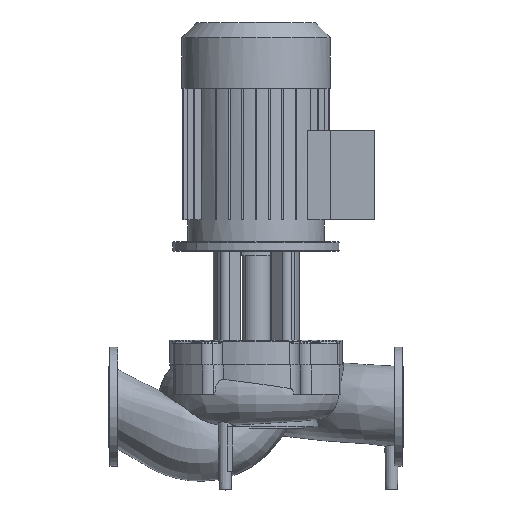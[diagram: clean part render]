
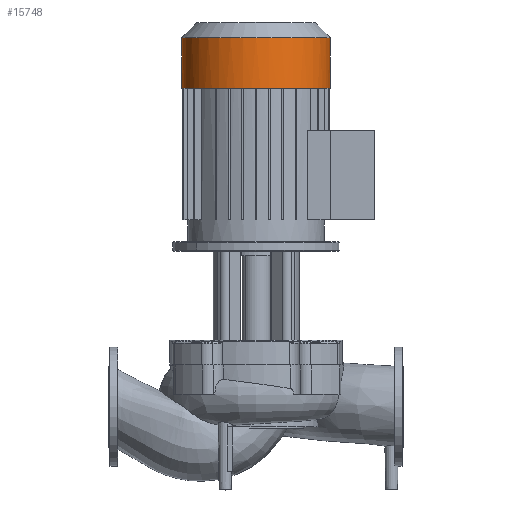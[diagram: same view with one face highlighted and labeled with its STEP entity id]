
A CAD part, top view. The second image highlights one B-rep face of the part: STEP entity #15748.
In plain terms, the highlighted cylindrical face has radius 156 mm (diameter 312 mm), a partial arc.
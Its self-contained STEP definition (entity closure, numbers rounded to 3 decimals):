
#11354=CARTESIAN_POINT('',(466.0,669.0,0.0));
#11355=VERTEX_POINT('',#11354);
#11356=CARTESIAN_POINT('',(466.0,775.8,0.0));
#11357=VERTEX_POINT('',#11356);
#11358=CARTESIAN_POINT('',(466.0,669.0,0.0));
#11359=DIRECTION('',(0.0,1.0,0.0));
#11360=VECTOR('',#11359,106.8);
#11361=LINE('',#11358,#11360);
#11362=EDGE_CURVE('',#11355,#11357,#11361,.T.);
#11364=CARTESIAN_POINT('',(154.0,669.0,0.));
#11365=VERTEX_POINT('',#11364);
#11373=CARTESIAN_POINT('',(154.0,775.8,0.));
#11374=VERTEX_POINT('',#11373);
#11375=CARTESIAN_POINT('',(154.0,669.0,0.));
#11376=DIRECTION('',(0.0,1.0,0.0));
#11377=VECTOR('',#11376,106.8);
#11378=LINE('',#11375,#11377);
#11379=EDGE_CURVE('',#11365,#11374,#11378,.T.);
#14297=CARTESIAN_POINT('',(310.0,669.0,0.0));
#14298=DIRECTION('',(0.0,1.0,0.0));
#14299=DIRECTION('',(1.0,0.0,0.0));
#14300=AXIS2_PLACEMENT_3D('',#14297,#14298,#14299);
#14301=CIRCLE('',#14300,156.0);
#14302=EDGE_CURVE('',#11365,#11355,#14301,.T.);
#15727=CARTESIAN_POINT('',(310.0,775.8,0.0));
#15728=DIRECTION('',(0.0,1.0,0.0));
#15729=DIRECTION('',(1.0,0.0,0.0));
#15730=AXIS2_PLACEMENT_3D('',#15727,#15728,#15729);
#15731=CIRCLE('',#15730,156.0);
#15732=EDGE_CURVE('',#11374,#11357,#15731,.T.);
#15737=CARTESIAN_POINT('',(310.0,807.0,0.0));
#15738=DIRECTION('',(0.0,-1.0,0.0));
#15739=DIRECTION('',(1.0,0.0,0.0));
#15740=AXIS2_PLACEMENT_3D('',#15737,#15738,#15739);
#15741=CYLINDRICAL_SURFACE('',#15740,156.0);
#15742=ORIENTED_EDGE('',*,*,#11362,.T.);
#15743=ORIENTED_EDGE('',*,*,#15732,.F.);
#15744=ORIENTED_EDGE('',*,*,#11379,.F.);
#15745=ORIENTED_EDGE('',*,*,#14302,.T.);
#15746=EDGE_LOOP('',(#15742,#15743,#15744,#15745));
#15747=FACE_OUTER_BOUND('',#15746,.T.);
#15748=ADVANCED_FACE('',(#15747),#15741,.T.);
